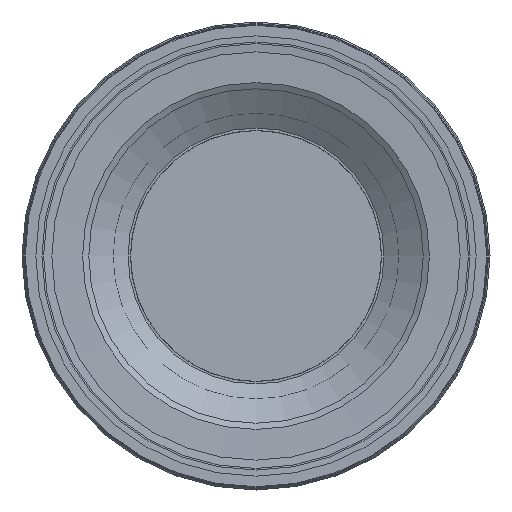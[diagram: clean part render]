
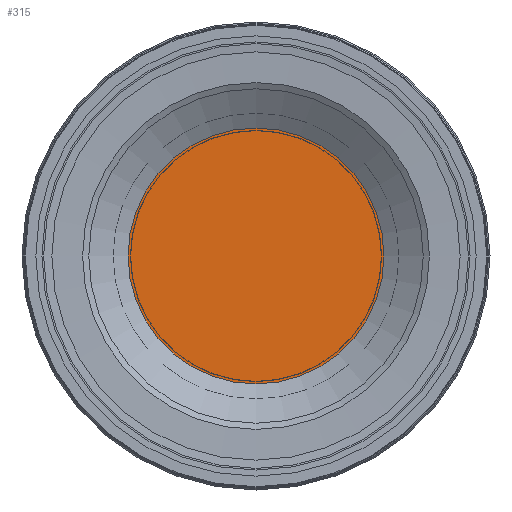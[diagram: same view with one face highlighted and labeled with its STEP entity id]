
A CAD part, left-side view. The second image highlights one B-rep face of the part: STEP entity #315.
In plain terms, the highlighted planar face has unit normal (-1, 0, 0).
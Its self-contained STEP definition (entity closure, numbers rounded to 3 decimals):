
#315=ADVANCED_FACE('',(#363),#361,.F.);
#361=PLANE('',#682);
#363=FACE_OUTER_BOUND('',#365,.T.);
#365=EDGE_LOOP('',(#455));
#455=ORIENTED_EDGE('',*,*,#590,.T.);
#545=VERTEX_POINT('',#959);
#590=EDGE_CURVE('',#545,#545,#635,.T.);
#635=CIRCLE('',#681,9.782);
#681=AXIS2_PLACEMENT_3D('',#958,#770,#771);
#682=AXIS2_PLACEMENT_3D('',#960,#772,#773);
#770=DIRECTION('',(-1.,0.,0.));
#771=DIRECTION('',(0.,-1.,0.));
#772=DIRECTION('',(1.,0.,0.));
#773=DIRECTION('',(0.,1.,0.));
#958=CARTESIAN_POINT('',(2.2,0.,0.));
#959=CARTESIAN_POINT('',(2.2,-9.782,0.));
#960=CARTESIAN_POINT('',(2.2,9.782,0.));
